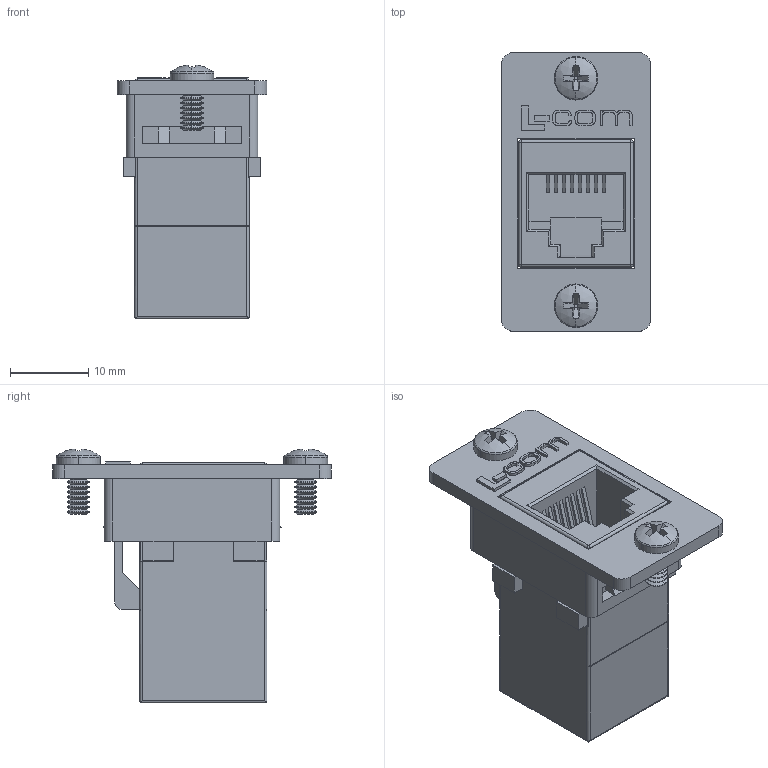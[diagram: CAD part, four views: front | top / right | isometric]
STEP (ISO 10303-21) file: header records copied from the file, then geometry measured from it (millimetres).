
FILE_DESCRIPTION (( 'STEP AP203' ), '1' );
FILE_NAME ('ECF504-SC3.STEP', '2013-07-12T19:58:28', ( 'x' ), ( '' ), 'SwSTEP 2.0', 'SolidWorks 2012', '' );
FILE_SCHEMA (( 'CONFIG_CONTROL_DESIGN' ));
Length unit declared in the file: inch
Products named in the file (4): ECF504-SC3; 91772A106_default; TDG1026KS-8P; ECF-SK_with Global Connectivity logo
Assembly tree (4 placements, depth 2):
  ECF504-SC3
    ECF-SK_with Global Connectivity logo
    TDG1026KS-8P
    91772A106_default  x2
Bounding box: 19.05 x 35.56 x 32.38 mm (x, y, z)
Volume: 6878.3 mm3; surface area: 6461.5 mm2
Topology: 4 solids, 4 shells, 507 faces, 1357 edges, 870 vertices
Faces by surface type: plane 313, cone 76, cylinder 69, bspline 37, sphere 8, torus 4
Entity records: 14591 total; most frequent: CARTESIAN_POINT 3471, ORIENTED_EDGE 2306, DIRECTION 2041, EDGE_CURVE 1153, VECTOR 889, LINE 889, VERTEX_POINT 746, AXIS2_PLACEMENT_3D 576
